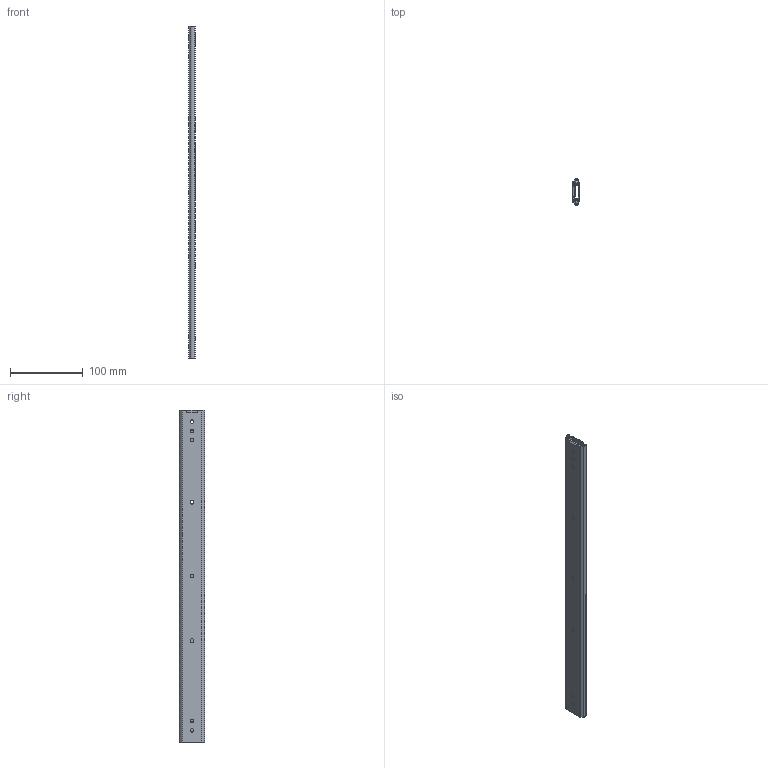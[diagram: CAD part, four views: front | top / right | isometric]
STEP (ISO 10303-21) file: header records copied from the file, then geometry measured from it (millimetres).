
FILE_DESCRIPTION( ( 'STEP AP203' ), '1' );
FILE_NAME( 'C-SR36Y18.stp', '2022-04-07T19:31:20', ( 'License CC BY-ND 4.0' ), ( 'CADENAS' ), ' ', 'PARTsolutions', ' ' );
FILE_SCHEMA( ( 'CONFIG_CONTROL_DESIGN' ) );
Length unit declared in the file: millimetre
Products named in the file (4): C-SR36Y18; _C-SR36Y18_r; _C-SR36Y18_b; _C-SR36Y18_s
Assembly tree (3 placements, depth 2):
  C-SR36Y18
    _C-SR36Y18_r
    _C-SR36Y18_b
    _C-SR36Y18_s
Bounding box: 9.5 x 35.29 x 457.2 mm (x, y, z)
Volume: 56269.7 mm3; surface area: 85354.4 mm2
Topology: 3 solids, 3 shells, 370 faces, 1070 edges, 726 vertices
Faces by surface type: plane 170, cylinder 160, sphere 40
Full cylindrical faces by diameter (mm): 10 x2
Entity records: 12207 total; most frequent: DIRECTION 2118, CARTESIAN_POINT 2108, ORIENTED_EDGE 2016, EDGE_CURVE 1008, AXIS2_PLACEMENT_3D 736, VERTEX_POINT 726, LINE 646, VECTOR 646
